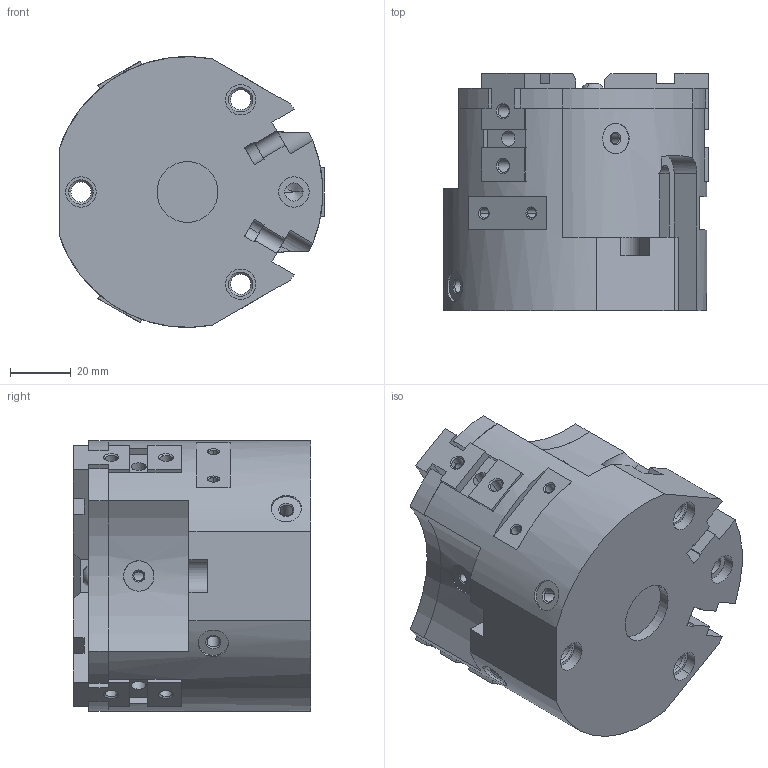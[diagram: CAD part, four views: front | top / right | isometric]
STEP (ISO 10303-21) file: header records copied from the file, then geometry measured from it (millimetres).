
FILE_DESCRIPTION( ( '' ), '1' );
FILE_NAME( 'ope90_3s_oe673pds_0_2_14a.stp', '2010-10-25T13:18:28', ( '' ), ( '' ), ' ', ' ', ' ' );
FILE_SCHEMA( ( 'automotive_design' ) );
Length unit declared in the file: millimetre
Products named in the file (4): 1; 2; 3; 4
Bounding box: 87 x 78 x 88.99 mm (x, y, z)
Volume: 346710.5 mm3; surface area: 70120.8 mm2
Topology: 4 solids, 4 shells, 445 faces, 1171 edges, 723 vertices
Faces by surface type: plane 201, cylinder 140, cone 98, torus 6
Entity records: 27329 total; most frequent: CARTESIAN_POINT 3437, DIRECTION 2327, STYLED_ITEM 2299, PRESENTATION_STYLE_ASSIGNMENT 2299, COLOUR_RGB 2299, ORIENTED_EDGE 2254, EDGE_CURVE 1127, CURVE_STYLE 1127
